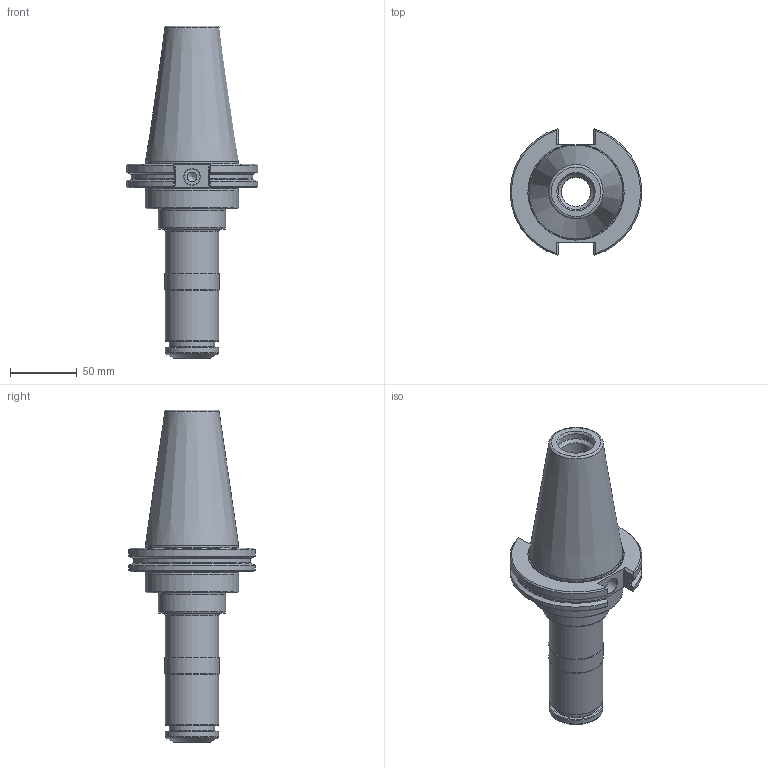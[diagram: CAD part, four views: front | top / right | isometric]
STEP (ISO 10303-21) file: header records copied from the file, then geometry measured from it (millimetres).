
FILE_DESCRIPTION(/* description */ (''),/* implementation_level */ '2;1');
FILE_NAME(/* name */ '435072576.stp',/* time_stamp */ '2021-01-12T12:05:39',/* author */ ('LRA'),/* organization */ ('REGO-FIX'),/* preprocessor_version */ ' Unknown',/* originating_system */ 'SIEMENS PLM Software Solid Edge ST10',/* authorization */ 'Unknown');
FILE_SCHEMA (('AUTOMOTIVE_DESIGN { 1 0 10303 214 2 1 1}'));
Length unit declared in the file: millimetre
Products named in the file (1): 0010515
Bounding box: 98.07 x 94.43 x 248 mm (x, y, z)
Volume: 477757.2 mm3; surface area: 71324.8 mm2
Topology: 1 solids, 1 shells, 118 faces, 303 edges, 194 vertices
Faces by surface type: plane 53, cone 27, cylinder 24, torus 14
Full cylindrical faces by diameter (mm): 12 x1, 21.963 x3, 25 x1, 26.4 x1, 34 x1, 40 x3, 40.5 x1, 50.5 x1, 69.25 x1, 69.85 x1
Entity records: 4150 total; most frequent: CARTESIAN_POINT 750, DIRECTION 513, ORIENTED_EDGE 486, EDGE_CURVE 243, AXIS2_PLACEMENT_3D 207, VERTEX_POINT 177, FACE_BOUND 170, EDGE_LOOP 169
